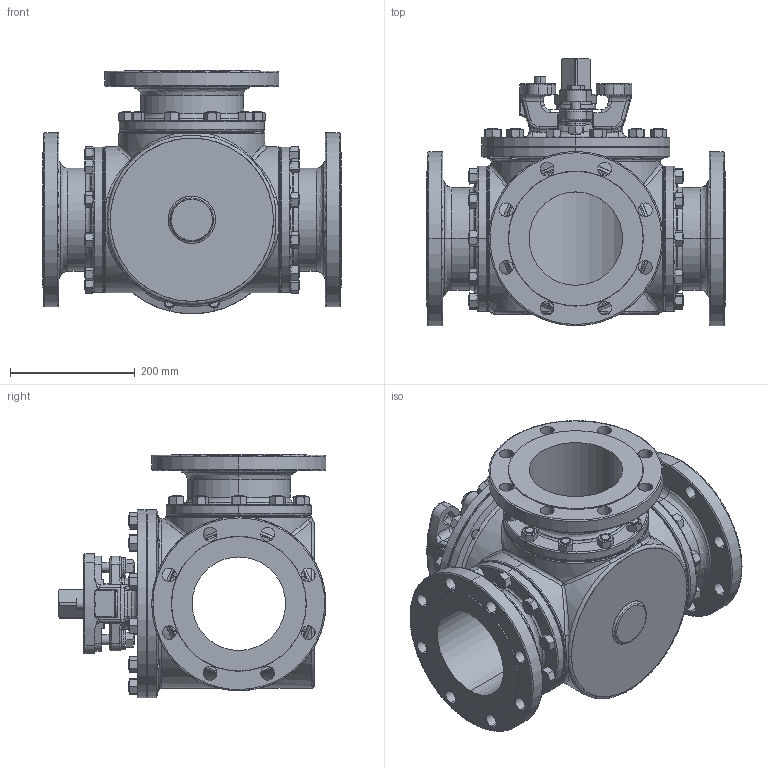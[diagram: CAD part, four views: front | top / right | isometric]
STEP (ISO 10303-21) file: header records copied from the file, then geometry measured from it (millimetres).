
FILE_DESCRIPTION (( 'STEP AP214' ), '1' );
FILE_NAME ('31-F1-0600 BARE STEM.step', '2019-08-21T18:09:54', ( '' ), ( '' ), 'SwSTEP 2.0', 'SolidWorks 2019', '' );
FILE_SCHEMA (( 'AUTOMOTIVE_DESIGN' ));
Length unit declared in the file: inch
Products named in the file (2): 31-F1-0600 BARE STEM
Bounding box: 479.5 x 429.7 x 391 mm (x, y, z)
Surface area: 1508463.7 mm2 (no closed solid volume)
Topology: 0 solids, 216 shells, 1404 faces, 4278 edges, 3022 vertices
Faces by surface type: plane 413, cone 403, cylinder 375, bspline 213
Entity records: 105530 total; most frequent: CARTESIAN_POINT 51928, DIRECTION 7019, ORIENTED_EDGE 6670, EDGE_CURVE 4274, VERTEX_POINT 3022, AXIS2_PLACEMENT_3D 3004, CIRCLE 1811, EDGE_LOOP 1627
